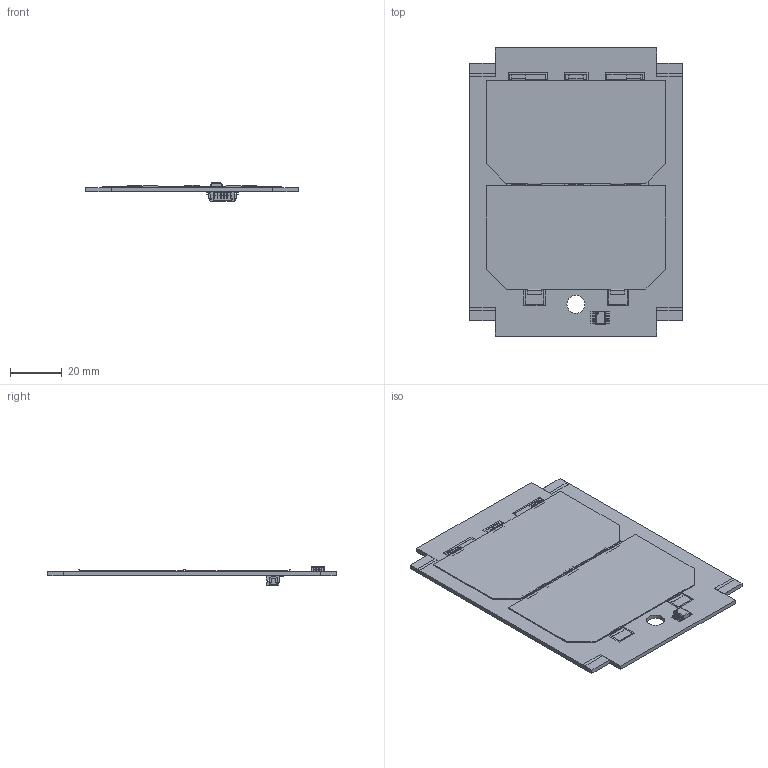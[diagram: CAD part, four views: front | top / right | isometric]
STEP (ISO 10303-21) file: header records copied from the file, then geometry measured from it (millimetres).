
FILE_DESCRIPTION (( 'STEP AP203' ), '1' );
FILE_NAME ('3D-25-00278-revA.STEP', '2011-09-07T10:27:25', ( '' ), ( '' ), 'SwSTEP 2.0', 'SolidWorks 2010', '' );
FILE_SCHEMA (( 'CONFIG_CONTROL_DESIGN' ));
Length unit declared in the file: millimetre
Products named in the file (6): DF13-6P-125H; SO-8; sp-l-s1u-0025-cs-mgt reva; 3D-25-00278-revA; 15-00255_END OF STRING CELL; 15-00255
Assembly tree (5 placements, depth 2):
  3D-25-00278-revA
    15-00255
    15-00255_END OF STRING CELL
    sp-l-s1u-0025-cs-mgt reva
    SO-8
    DF13-6P-125H
Bounding box: 81.73 x 110.99 x 7.1 mm (x, y, z)
Volume: 16311.8 mm3; surface area: 30484 mm2
Topology: 21 solids, 21 shells, 963 faces, 2559 edges, 1662 vertices
Faces by surface type: plane 741, cylinder 204, bspline 14, cone 4
Entity records: 30265 total; most frequent: CARTESIAN_POINT 5496, ORIENTED_EDGE 5102, DIRECTION 4851, EDGE_CURVE 2551, LINE 2121, VECTOR 2121, VERTEX_POINT 1662, AXIS2_PLACEMENT_3D 1365
